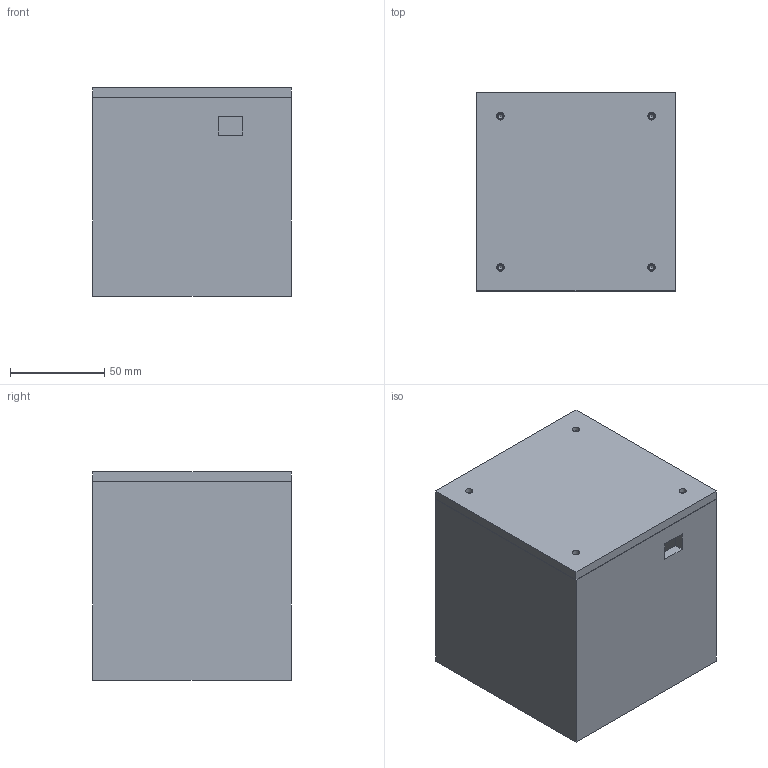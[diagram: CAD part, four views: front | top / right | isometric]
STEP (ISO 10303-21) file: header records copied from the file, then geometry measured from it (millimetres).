
FILE_DESCRIPTION(('FreeCAD Model'),'2;1');
FILE_NAME('Open CASCADE Shape Model','2023-09-13T08:46:31',(''),(''), 'Open CASCADE STEP processor 7.6','FreeCAD','Unknown');
FILE_SCHEMA(('AUTOMOTIVE_DESIGN { 1 0 10303 214 1 1 1 1 }'));
Length unit declared in the file: millimetre
Products named in the file (3): BoxAssembly; Cuerpo
Assembly tree (2 placements, depth 2):
  BoxAssembly
    Cuerpo
    Cuerpo
Bounding box: 105 x 105 x 110.25 mm (x, y, z)
Volume: 335327.2 mm3; surface area: 147008.5 mm2
Topology: 2 solids, 2 shells, 224 faces, 452 edges, 274 vertices
Faces by surface type: plane 92, bspline 66, cylinder 60, cone 6
Full cylindrical faces by diameter (mm): 2.52 x24, 3 x4, 4 x4, 5 x2, 5.5 x6, 8 x4, 9 x4, 9.5 x3, 9.507 x1, 9.533 x1, 9.8 x1, 12 x4
Entity records: 12339 total; most frequent: CARTESIAN_POINT 8053, ORIENTED_EDGE 892, DIRECTION 696, EDGE_CURVE 446, FACE_BOUND 282, EDGE_LOOP 282, VERTEX_POINT 274, AXIS2_PLACEMENT_3D 247
